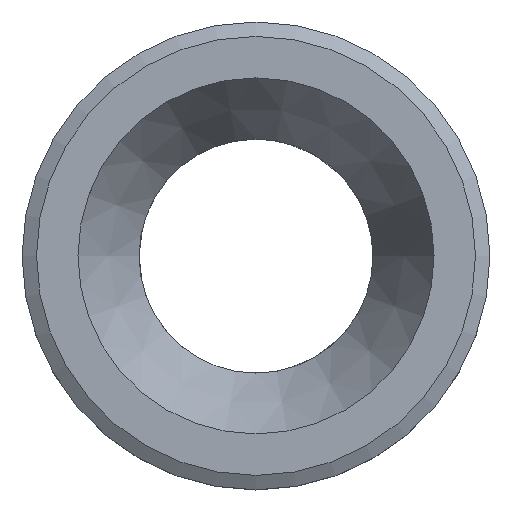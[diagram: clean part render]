
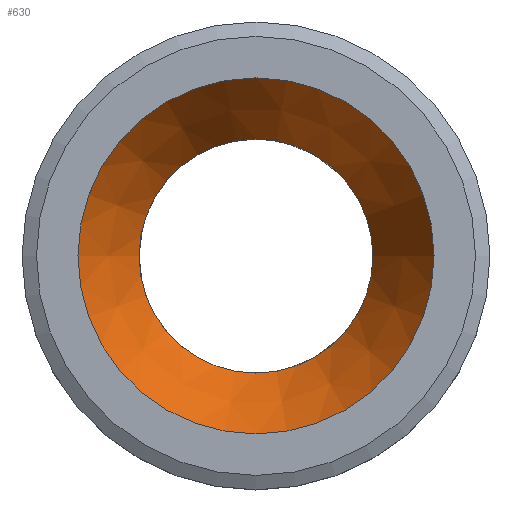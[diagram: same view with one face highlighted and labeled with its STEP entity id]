
A CAD part, top view. The second image highlights one B-rep face of the part: STEP entity #630.
In plain terms, the highlighted conical face has half-angle 30 degrees and reference radius 8 mm.
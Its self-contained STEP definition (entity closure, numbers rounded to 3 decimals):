
#71=CONICAL_SURFACE('',#694,8.,0.524);
#125=ORIENTED_EDGE('',*,*,#220,.T.);
#126=ORIENTED_EDGE('',*,*,#241,.F.);
#220=EDGE_CURVE('',#281,#281,#322,.T.);
#241=EDGE_CURVE('',#297,#297,#335,.T.);
#281=VERTEX_POINT('',#911);
#297=VERTEX_POINT('',#968);
#322=CIRCLE('',#674,10.708);
#335=CIRCLE('',#695,7.);
#360=EDGE_LOOP('',(#125));
#361=EDGE_LOOP('',(#126));
#396=FACE_BOUND('',#360,.T.);
#397=FACE_BOUND('',#361,.T.);
#630=ADVANCED_FACE('',(#396,#397),#71,.F.);
#674=AXIS2_PLACEMENT_3D('',#910,#772,#773);
#694=AXIS2_PLACEMENT_3D('',#966,#816,#817);
#695=AXIS2_PLACEMENT_3D('',#967,#818,#819);
#772=DIRECTION('',(0.,0.,1.));
#773=DIRECTION('',(1.,0.,0.));
#816=DIRECTION('',(0.,0.,1.));
#817=DIRECTION('',(1.,0.,0.));
#818=DIRECTION('',(0.,0.,1.));
#819=DIRECTION('',(1.,0.,0.));
#910=CARTESIAN_POINT('',(0.,0.,12.2));
#911=CARTESIAN_POINT('',(10.708,0.,12.2));
#966=CARTESIAN_POINT('',(0.,0.,7.509));
#967=CARTESIAN_POINT('',(0.,0.,5.777));
#968=CARTESIAN_POINT('',(7.,0.,5.777));
